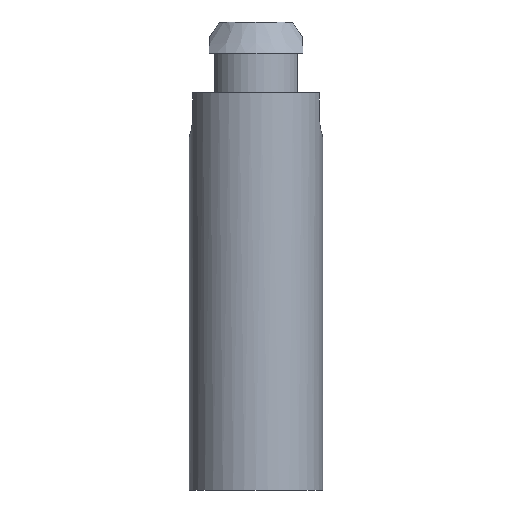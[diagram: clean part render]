
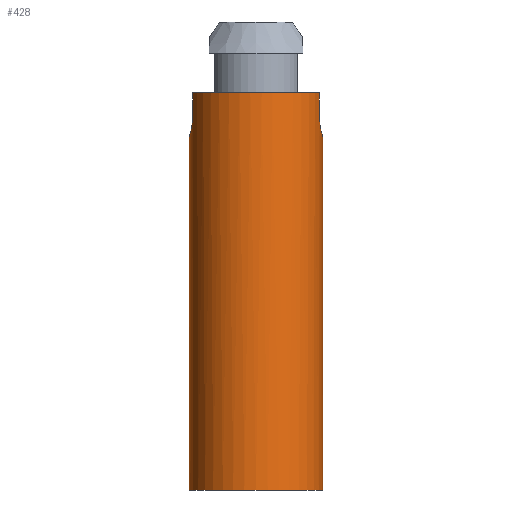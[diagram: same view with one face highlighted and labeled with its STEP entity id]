
A CAD part, left-side view. The second image highlights one B-rep face of the part: STEP entity #428.
In plain terms, the highlighted cylindrical face has radius 3.2 mm (diameter 6.4 mm), a full revolution.
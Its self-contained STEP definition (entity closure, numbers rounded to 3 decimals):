
#24=B_SPLINE_CURVE_WITH_KNOTS('',3,(#665,#666,#667,#668,#669,#670,#671),
 .UNSPECIFIED.,.F.,.F.,(4,1,1,1,4),(0.,0.001,0.002,
0.002,0.003),.UNSPECIFIED.);
#25=B_SPLINE_CURVE_WITH_KNOTS('',3,(#676,#677,#678,#679,#680,#681,#682),
 .UNSPECIFIED.,.F.,.F.,(4,1,1,1,4),(0.,0.001,0.002,
0.002,0.003),.UNSPECIFIED.);
#31=CYLINDRICAL_SURFACE('',#471,3.2);
#36=CIRCLE('',#462,3.2);
#38=CIRCLE('',#465,3.2);
#43=CIRCLE('',#472,3.2);
#67=ORIENTED_EDGE('',*,*,#191,.F.);
#68=ORIENTED_EDGE('',*,*,#192,.F.);
#69=ORIENTED_EDGE('',*,*,#175,.T.);
#70=ORIENTED_EDGE('',*,*,#193,.F.);
#71=ORIENTED_EDGE('',*,*,#194,.F.);
#72=ORIENTED_EDGE('',*,*,#195,.F.);
#73=ORIENTED_EDGE('',*,*,#179,.T.);
#74=ORIENTED_EDGE('',*,*,#196,.F.);
#75=ORIENTED_EDGE('',*,*,#197,.F.);
#175=EDGE_CURVE('',#238,#237,#36,.T.);
#179=EDGE_CURVE('',#242,#240,#38,.T.);
#191=EDGE_CURVE('',#253,#253,#43,.T.);
#192=EDGE_CURVE('',#238,#254,#286,.F.);
#193=EDGE_CURVE('',#255,#237,#287,.T.);
#194=EDGE_CURVE('',#256,#255,#24,.T.);
#195=EDGE_CURVE('',#242,#256,#288,.F.);
#196=EDGE_CURVE('',#257,#240,#289,.T.);
#197=EDGE_CURVE('',#254,#257,#25,.T.);
#237=VERTEX_POINT('',#612);
#238=VERTEX_POINT('',#614);
#240=VERTEX_POINT('',#620);
#242=VERTEX_POINT('',#623);
#253=VERTEX_POINT('',#660);
#254=VERTEX_POINT('',#662);
#255=VERTEX_POINT('',#664);
#256=VERTEX_POINT('',#672);
#257=VERTEX_POINT('',#675);
#286=LINE('',#661,#326);
#287=LINE('',#663,#327);
#288=LINE('',#673,#328);
#289=LINE('',#674,#329);
#326=VECTOR('',#530,1000.);
#327=VECTOR('',#531,1000.);
#328=VECTOR('',#532,1000.);
#329=VECTOR('',#533,1000.);
#362=EDGE_LOOP('',(#67));
#363=EDGE_LOOP('',(#68,#69,#70,#71,#72,#73,#74,#75));
#388=FACE_BOUND('',#362,.T.);
#389=FACE_BOUND('',#363,.T.);
#428=ADVANCED_FACE('',(#388,#389),#31,.T.);
#462=AXIS2_PLACEMENT_3D('',#613,#501,#502);
#465=AXIS2_PLACEMENT_3D('',#622,#509,#510);
#471=AXIS2_PLACEMENT_3D('',#658,#526,#527);
#472=AXIS2_PLACEMENT_3D('',#659,#528,#529);
#501=DIRECTION('',(0.,0.,-1.));
#502=DIRECTION('',(1.,0.,0.));
#509=DIRECTION('',(0.,0.,-1.));
#510=DIRECTION('',(1.,0.,0.));
#526=DIRECTION('',(0.,0.,1.));
#527=DIRECTION('',(1.,0.,0.));
#528=DIRECTION('',(0.,0.,-1.));
#529=DIRECTION('',(1.,0.,0.));
#530=DIRECTION('',(0.,0.,1.));
#531=DIRECTION('',(0.,0.,1.));
#532=DIRECTION('',(0.,0.,1.));
#533=DIRECTION('',(0.,0.,1.));
#612=CARTESIAN_POINT('',(-1.,3.04,0.));
#613=CARTESIAN_POINT('',(0.,0.,0.));
#614=CARTESIAN_POINT('',(-1.,-3.04,0.));
#620=CARTESIAN_POINT('',(1.,-3.04,0.));
#622=CARTESIAN_POINT('',(0.,0.,0.));
#623=CARTESIAN_POINT('',(1.,3.04,0.));
#658=CARTESIAN_POINT('',(0.,0.,-19.1));
#659=CARTESIAN_POINT('',(0.,0.,-19.1));
#660=CARTESIAN_POINT('',(3.2,0.,-19.1));
#661=CARTESIAN_POINT('',(-1.,-3.04,-19.1));
#662=CARTESIAN_POINT('',(-1.,-3.04,-1.1));
#663=CARTESIAN_POINT('',(-1.,3.04,-19.1));
#664=CARTESIAN_POINT('',(-1.,3.04,-1.1));
#665=CARTESIAN_POINT('',(1.,3.04,-1.1));
#666=CARTESIAN_POINT('',(1.,3.04,-1.366));
#667=CARTESIAN_POINT('',(0.783,3.122,-1.881));
#668=CARTESIAN_POINT('',(0.002,3.239,-2.209));
#669=CARTESIAN_POINT('',(-0.784,3.122,-1.882));
#670=CARTESIAN_POINT('',(-1.,3.04,-1.366));
#671=CARTESIAN_POINT('',(-1.,3.04,-1.1));
#672=CARTESIAN_POINT('',(1.,3.04,-1.1));
#673=CARTESIAN_POINT('',(1.,3.04,-19.1));
#674=CARTESIAN_POINT('',(1.,-3.04,-19.1));
#675=CARTESIAN_POINT('',(1.,-3.04,-1.1));
#676=CARTESIAN_POINT('',(-1.,-3.04,-1.1));
#677=CARTESIAN_POINT('',(-1.,-3.04,-1.366));
#678=CARTESIAN_POINT('',(-0.783,-3.122,-1.881));
#679=CARTESIAN_POINT('',(-0.002,-3.239,-2.209));
#680=CARTESIAN_POINT('',(0.784,-3.122,-1.882));
#681=CARTESIAN_POINT('',(1.,-3.04,-1.366));
#682=CARTESIAN_POINT('',(1.,-3.04,-1.1));
